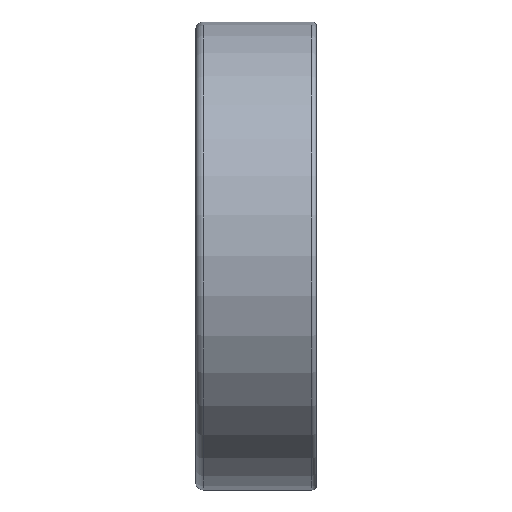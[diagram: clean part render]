
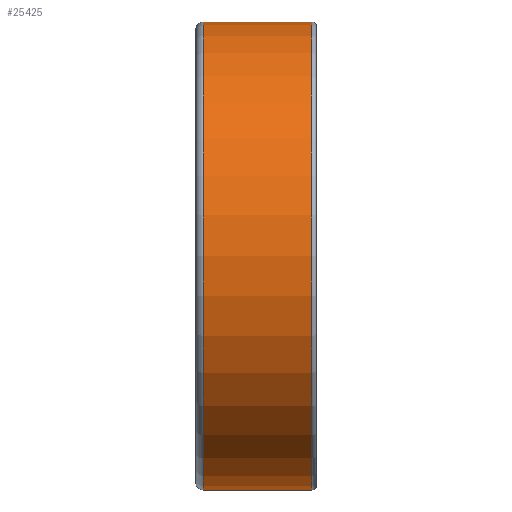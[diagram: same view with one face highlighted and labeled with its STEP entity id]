
A CAD part, top view. The second image highlights one B-rep face of the part: STEP entity #25425.
In plain terms, the highlighted cylindrical face has radius 31 mm (diameter 62 mm), a partial arc.
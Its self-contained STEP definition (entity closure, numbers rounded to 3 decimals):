
#14838=DIRECTION('',(-1.,0.,0.));
#14839=VECTOR('',#14838,14.4);
#14840=CARTESIAN_POINT('',(7.4,31.,0.));
#14841=LINE('',#14840,#14839);
#14845=DIRECTION('',(-1.,0.,0.));
#14846=VECTOR('',#14845,14.4);
#14847=CARTESIAN_POINT('',(7.4,-31.,0.));
#14848=LINE('',#14847,#14846);
#14860=CARTESIAN_POINT('',(7.4,0.,0.));
#14861=DIRECTION('',(1.,0.,0.));
#14862=DIRECTION('',(0.,1.,0.));
#14863=AXIS2_PLACEMENT_3D('',#14860,#14861,#14862);
#14868=CARTESIAN_POINT('',(-7.,0.,0.));
#14869=DIRECTION('',(1.,0.,0.));
#14870=DIRECTION('',(0.,1.,0.));
#14871=AXIS2_PLACEMENT_3D('',#14868,#14869,#14870);
#22085=CARTESIAN_POINT('',(7.4,31.,0.));
#22086=CARTESIAN_POINT('',(-7.,31.,0.));
#22087=VERTEX_POINT('',#22085);
#22088=VERTEX_POINT('',#22086);
#22097=CARTESIAN_POINT('',(7.4,-31.,0.));
#22098=CARTESIAN_POINT('',(-7.,-31.,0.));
#22099=VERTEX_POINT('',#22097);
#22100=VERTEX_POINT('',#22098);
#25413=CARTESIAN_POINT('',(-8.8,0.,0.));
#25414=DIRECTION('',(1.,0.,0.));
#25415=DIRECTION('',(0.,-1.,0.));
#25416=AXIS2_PLACEMENT_3D('',#25413,#25414,#25415);
#25417=CYLINDRICAL_SURFACE('',#25416,31.);
#25418=ORIENTED_EDGE('',*,*,#25403,.F.);
#25419=ORIENTED_EDGE('',*,*,#25380,.T.);
#25420=ORIENTED_EDGE('',*,*,#25407,.T.);
#25422=ORIENTED_EDGE('',*,*,#25421,.F.);
#25423=EDGE_LOOP('',(#25418,#25419,#25420,#25422));
#25424=FACE_OUTER_BOUND('',#25423,.F.);
#14864=CIRCLE('',#14863,31.);
#14872=CIRCLE('',#14871,31.);
#25380=EDGE_CURVE('',#22087,#22099,#14864,.T.);
#25403=EDGE_CURVE('',#22087,#22088,#14841,.T.);
#25407=EDGE_CURVE('',#22099,#22100,#14848,.T.);
#25421=EDGE_CURVE('',#22088,#22100,#14872,.T.);
#25425=ADVANCED_FACE('',(#25424),#25417,.T.);
